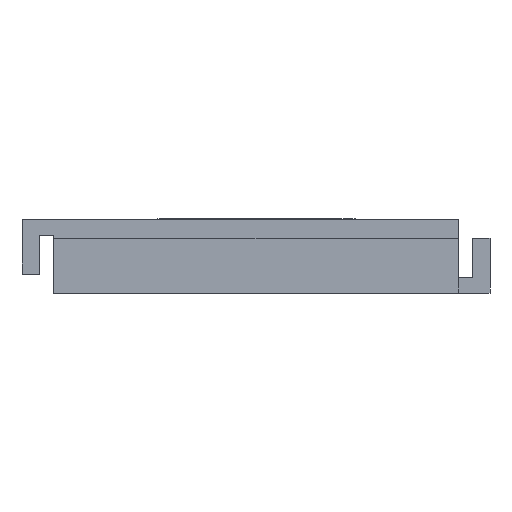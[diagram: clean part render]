
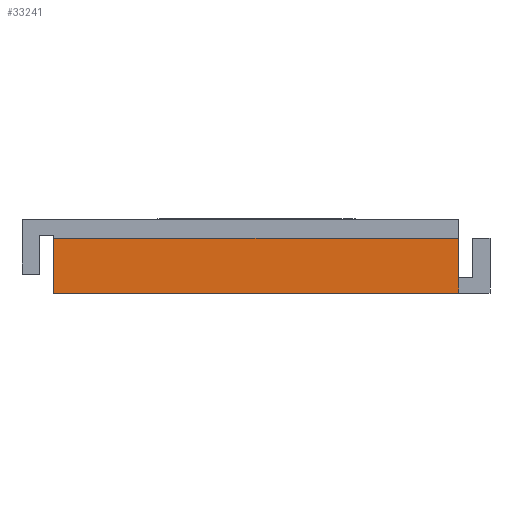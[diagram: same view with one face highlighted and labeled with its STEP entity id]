
A CAD part, front view. The second image highlights one B-rep face of the part: STEP entity #33241.
In plain terms, the highlighted planar face has unit normal (0, -1, 0).
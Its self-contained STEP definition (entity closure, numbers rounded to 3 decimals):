
#998=FACE_OUTER_BOUND('',#2977,.T.);
#2977=EDGE_LOOP('',(#23032,#23033,#23034,#23035));
#5026=LINE('',#45351,#9478);
#5614=LINE('',#46632,#10066);
#5615=LINE('',#46634,#10067);
#5616=LINE('',#46635,#10068);
#9478=VECTOR('',#37059,10.);
#10066=VECTOR('',#38205,10.);
#10067=VECTOR('',#38206,10.);
#10068=VECTOR('',#38207,10.);
#13886=VERTEX_POINT('',#45348);
#13887=VERTEX_POINT('',#45350);
#14301=VERTEX_POINT('',#46631);
#14302=VERTEX_POINT('',#46633);
#17028=EDGE_CURVE('',#13887,#13886,#5026,.T.);
#17643=EDGE_CURVE('',#13887,#14301,#5614,.T.);
#17644=EDGE_CURVE('',#14302,#13886,#5615,.T.);
#17645=EDGE_CURVE('',#14301,#14302,#5616,.T.);
#23032=ORIENTED_EDGE('',*,*,#17643,.F.);
#23033=ORIENTED_EDGE('',*,*,#17028,.T.);
#23034=ORIENTED_EDGE('',*,*,#17644,.F.);
#23035=ORIENTED_EDGE('',*,*,#17645,.F.);
#31146=PLANE('',#35213);
#33241=ADVANCED_FACE('',(#998),#31146,.T.);
#35213=AXIS2_PLACEMENT_3D('',#46630,#38203,#38204);
#37059=DIRECTION('',(1.,0.,0.));
#38203=DIRECTION('center_axis',(0.,-1.,0.));
#38204=DIRECTION('ref_axis',(0.,0.,
-1.));
#38205=DIRECTION('',(0.,0.,1.));
#38206=DIRECTION('',(0.,0.,-1.));
#38207=DIRECTION('',(1.,0.,0.));
#45348=CARTESIAN_POINT('',(45.,-3.5,-8.2));
#45350=CARTESIAN_POINT('',(0.,-3.5,-8.2));
#45351=CARTESIAN_POINT('',(0.,-3.5,-8.2));
#46630=CARTESIAN_POINT('Origin',(0.,-3.5,-2.1));
#46631=CARTESIAN_POINT('',(0.,-3.5,-2.1));
#46632=CARTESIAN_POINT('',(0.,-3.5,-8.2));
#46633=CARTESIAN_POINT('',(45.,-3.5,-2.1));
#46634=CARTESIAN_POINT('',(45.,-3.5,-8.2));
#46635=CARTESIAN_POINT('',(0.,-3.5,-2.1));
